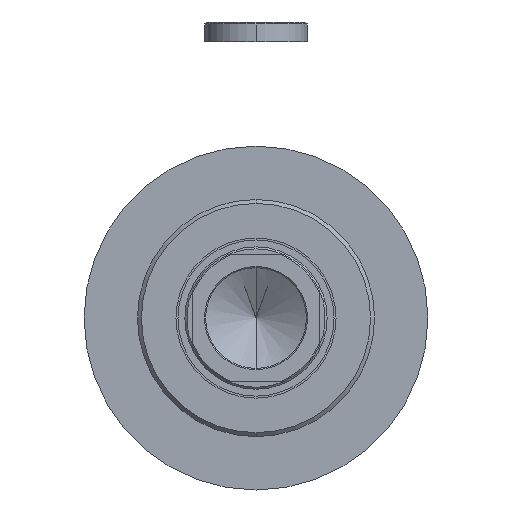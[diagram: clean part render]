
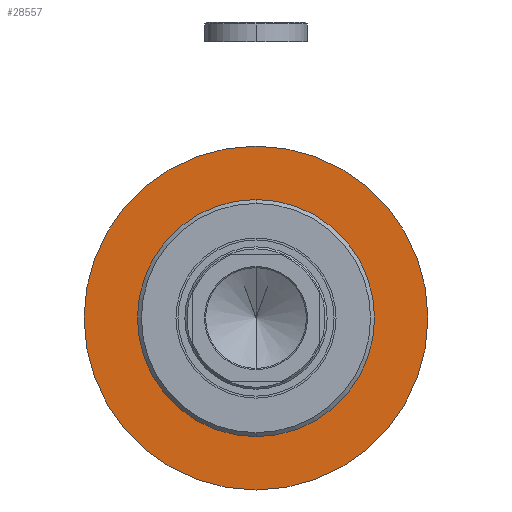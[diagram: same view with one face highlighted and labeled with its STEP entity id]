
A CAD part, left-side view. The second image highlights one B-rep face of the part: STEP entity #28557.
In plain terms, the highlighted face is planar.
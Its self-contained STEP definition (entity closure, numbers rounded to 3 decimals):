
#2479 = CARTESIAN_POINT ( 'NONE',  ( 0., 0., 0. ) ) ;
#3177 = CARTESIAN_POINT ( 'NONE',  ( 0., 0., 30. ) ) ;
#3249 = CARTESIAN_POINT ( 'NONE',  ( 0., 0., 0. ) ) ;
#3477 = VERTEX_POINT ( 'NONE', #33100 ) ;
#4668 = CARTESIAN_POINT ( 'NONE',  ( 0., 0., -30. ) ) ;
#5335 = CARTESIAN_POINT ( 'NONE',  ( 0., 0., 0. ) ) ;
#6253 = VERTEX_POINT ( 'NONE', #3177 ) ;
#9493 = DIRECTION ( 'NONE',  ( 0., 0., 1. ) ) ;
#10000 = AXIS2_PLACEMENT_3D ( 'NONE', #2479, #34369, #45218 ) ;
#10145 = DIRECTION ( 'NONE',  ( 0., 0., 1. ) ) ;
#13180 = PLANE ( 'NONE',  #20185 ) ;
#14583 = ORIENTED_EDGE ( 'NONE', *, *, #32820, .F. ) ;
#15671 = CIRCLE ( 'NONE', #41510, 43.5 ) ;
#17507 = EDGE_CURVE ( 'NONE', #3477, #32118, #15671, .T. ) ;
#17873 = DIRECTION ( 'NONE',  ( 0., 0., -1. ) ) ;
#19611 = CIRCLE ( 'NONE', #10000, 30. ) ;
#20185 = AXIS2_PLACEMENT_3D ( 'NONE', #3249, #38142, #9493 ) ;
#20244 = EDGE_CURVE ( 'NONE', #6253, #25531, #39882, .T. ) ;
#22641 = CARTESIAN_POINT ( 'NONE',  ( 0., 0., 0. ) ) ;
#24275 = FACE_BOUND ( 'NONE', #37442, .T. ) ;
#25531 = VERTEX_POINT ( 'NONE', #4668 ) ;
#26584 = DIRECTION ( 'NONE',  ( -1., 0., 0. ) ) ;
#27987 = FACE_OUTER_BOUND ( 'NONE', #37822, .T. ) ;
#28557 = ADVANCED_FACE ( 'NONE', ( #24275, #27987 ), #13180, .F. ) ;
#29126 = CARTESIAN_POINT ( 'NONE',  ( 0., 0., -43.5 ) ) ;
#29293 = AXIS2_PLACEMENT_3D ( 'NONE', #22641, #43880, #39288 ) ;
#31512 = CIRCLE ( 'NONE', #29293, 43.5 ) ;
#32098 = EDGE_CURVE ( 'NONE', #32118, #3477, #31512, .T. ) ;
#32118 = VERTEX_POINT ( 'NONE', #29126 ) ;
#32820 = EDGE_CURVE ( 'NONE', #25531, #6253, #19611, .T. ) ;
#33100 = CARTESIAN_POINT ( 'NONE',  ( 0., 0., 43.5 ) ) ;
#33646 = ORIENTED_EDGE ( 'NONE', *, *, #20244, .F. ) ;
#34369 = DIRECTION ( 'NONE',  ( 1., 0., 0. ) ) ;
#34748 = AXIS2_PLACEMENT_3D ( 'NONE', #35450, #42826, #17873 ) ;
#35410 = ORIENTED_EDGE ( 'NONE', *, *, #17507, .F. ) ;
#35450 = CARTESIAN_POINT ( 'NONE',  ( 0., 0., 0. ) ) ;
#37442 = EDGE_LOOP ( 'NONE', ( #33646, #14583 ) ) ;
#37822 = EDGE_LOOP ( 'NONE', ( #42602, #35410 ) ) ;
#38142 = DIRECTION ( 'NONE',  ( -1., 0., 0. ) ) ;
#39288 = DIRECTION ( 'NONE',  ( 0., 0., 1. ) ) ;
#39882 = CIRCLE ( 'NONE', #34748, 30. ) ;
#41510 = AXIS2_PLACEMENT_3D ( 'NONE', #5335, #26584, #10145 ) ;
#42602 = ORIENTED_EDGE ( 'NONE', *, *, #32098, .F. ) ;
#42826 = DIRECTION ( 'NONE',  ( 1., 0., 0. ) ) ;
#43880 = DIRECTION ( 'NONE',  ( -1., 0., 0. ) ) ;
#45218 = DIRECTION ( 'NONE',  ( 0., 0., -1. ) ) ;
